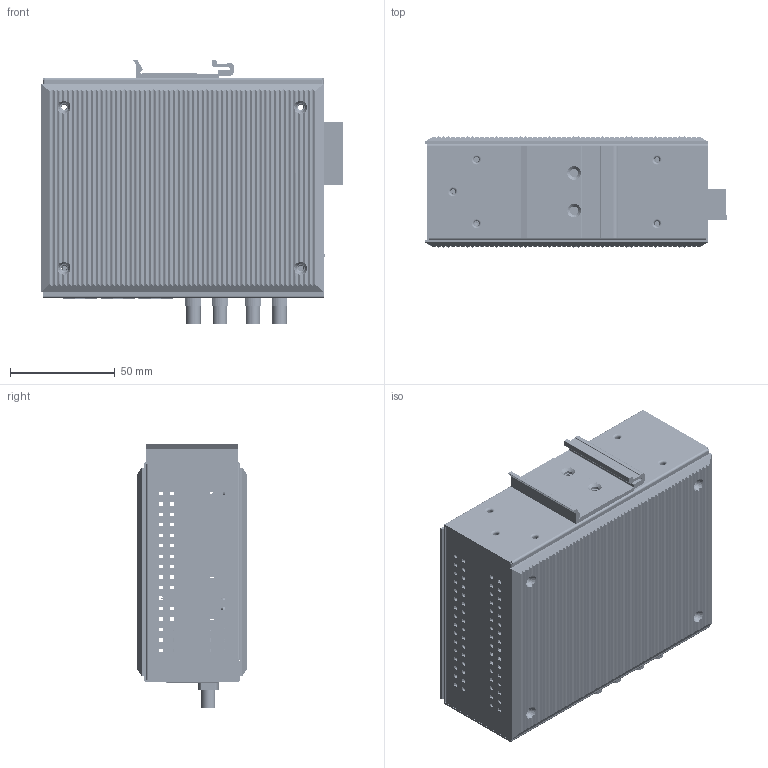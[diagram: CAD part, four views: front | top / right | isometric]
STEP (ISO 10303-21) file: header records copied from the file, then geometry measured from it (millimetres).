
FILE_DESCRIPTION((''),'2;1');
FILE_NAME('EDS-408A_ASM','2018-08-03T',('YoungMH_Yang'),('PTC'),'PRO/ENGINEER BY PARAMETRIC TECHNOLOGY CORPORATION, 2017170','PRO/ENGINEER BY PARAMETRIC TECHNOLOGY CORPORATION, 2017170','');
FILE_SCHEMA(('AUTOMOTIVE_DESIGN { 1 0 10303 214 1 1 1 1 }'));
Products named in the file (30): M3-SO-L3; EDS-508_LEFT-ALMINUM; EDS-508_RIGHT-ALMINUM; DIN_RAIL-KIT; TERMINAL_6PIN; TERMINAL_6PIN_ASM; RM3-109ATDVF-; DIP_SEITCH_8PIN; 1126411100216_10P-RJ; 1111000003000_TERMINAL_M_6P; PCB-TERMINAL_PCB-2; 3012168101-; 1_____3_05; 3012168101_ASM; ZP91-03BSE-20XX; TACKSW_DTSA644N; FIBER_ST-CUT; EDS-408A-MAIN-PCB_ASSY_ASM; EDS-408A_BOT-COVER; EDS-408A_BOT-COVER_ASSY_ASM; 1106620403210_LED_2X4; 1106999994500_LED_1X2; 1106520111216_LED_1X1; ZP90-03B03-20XX_; EDS-408A-LED-PCB_ASSY_ASM; EDS-408A-HEATSINK; EDS-408A_TOP_2FIBER; EDS-408A_TOP-COVER_ASSY_ASM; EDS-408A_TOP_COVER_ASSY_ASM; EDS-408A_ASM
Assembly tree (37 placements, depth 4):
  EDS-408A_ASM
    M3-SO-L3  x4
    EDS-508_LEFT-ALMINUM
    EDS-508_RIGHT-ALMINUM
    DIN_RAIL-KIT
    TERMINAL_6PIN_ASM
      TERMINAL_6PIN
    EDS-408A-MAIN-PCB_ASSY_ASM
      RM3-109ATDVF-  x3
      DIP_SEITCH_8PIN
      1126411100216_10P-RJ
      1111000003000_TERMINAL_M_6P
      PCB-TERMINAL_PCB-2
      3012168101_ASM
        3012168101-
        1_____3_05
      ZP91-03BSE-20XX
      TACKSW_DTSA644N
      FIBER_ST-CUT  x2
    EDS-408A_BOT-COVER_ASSY_ASM
      EDS-408A_BOT-COVER
    EDS-408A-LED-PCB_ASSY_ASM
      1106620403210_LED_2X4
      1106999994500_LED_1X2  x2
      1106520111216_LED_1X1  x2
      ZP90-03B03-20XX_
    EDS-408A-HEATSINK
    EDS-408A_TOP_COVER_ASSY_ASM
      EDS-408A_TOP-COVER_ASSY_ASM
        EDS-408A_TOP_2FIBER
Bounding box: 144.19 x 52.98 x 126.5 mm (x, y, z)
Volume: 173917.1 mm3; surface area: 234953.5 mm2
Topology: 153 solids, 161 shells, 11887 faces, 31640 edges, 19989 vertices
Faces by surface type: plane 8771, cylinder 2375, torus 338, bspline 229, sphere 96, cone 78
Entity records: 224551 total; most frequent: CARTESIAN_POINT 41015, ORIENTED_EDGE 34334, DIRECTION 31776, EDGE_CURVE 17178, VECTOR 13846, LINE 13846, VERTEX_POINT 10875, AXIS2_PLACEMENT_3D 8965
